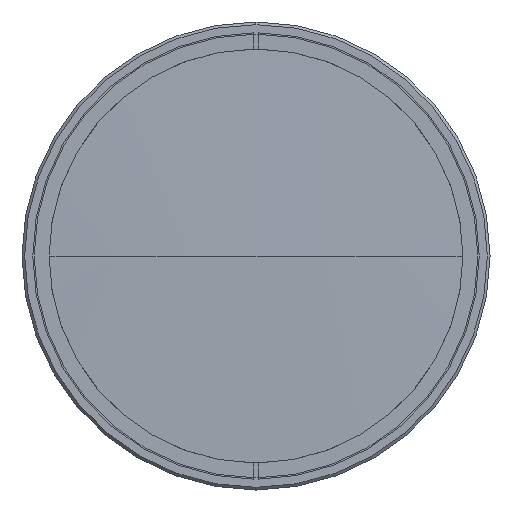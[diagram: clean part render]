
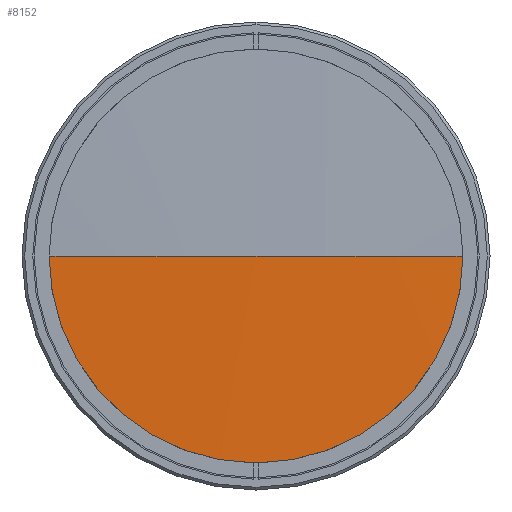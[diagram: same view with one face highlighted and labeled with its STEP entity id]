
A CAD part, left-side view. The second image highlights one B-rep face of the part: STEP entity #8152.
In plain terms, the highlighted spherical face has radius 2148.64 mm.
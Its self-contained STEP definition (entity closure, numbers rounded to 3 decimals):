
#460 = FACE_OUTER_BOUND ( 'NONE', #2224, .T. ) ;
#491 = CIRCLE ( 'NONE', #11235, 2148.64 ) ;
#557 = CARTESIAN_POINT ( 'NONE',  ( 1.39, 0., 0. ) ) ;
#1213 = VERTEX_POINT ( 'NONE', #10287 ) ;
#1323 = ORIENTED_EDGE ( 'NONE', *, *, #6521, .F. ) ;
#1846 = ORIENTED_EDGE ( 'NONE', *, *, #2025, .T. ) ;
#2025 = EDGE_CURVE ( 'NONE', #11777, #11465, #491, .T. ) ;
#2224 = EDGE_LOOP ( 'NONE', ( #12823, #5914, #1846, #1323 ) ) ;
#2411 = DIRECTION ( 'NONE',  ( -1., 0., 0. ) ) ;
#2966 = SPHERICAL_SURFACE ( 'NONE', #10989, 2148.64 ) ;
#3567 = EDGE_CURVE ( 'NONE', #1213, #11777, #4256, .T. ) ;
#4256 = CIRCLE ( 'NONE', #5486, 77.288 ) ;
#4519 = VERTEX_POINT ( 'NONE', #9781 ) ;
#4979 = DIRECTION ( 'NONE',  ( 0., 0., -1. ) ) ;
#5142 = DIRECTION ( 'NONE',  ( 0., 0., -1. ) ) ;
#5232 = DIRECTION ( 'NONE',  ( -1., 0., 0. ) ) ;
#5481 = CIRCLE ( 'NONE', #14060, 2148.64 ) ;
#5486 = AXIS2_PLACEMENT_3D ( 'NONE', #557, #5232, #11091 ) ;
#5914 = ORIENTED_EDGE ( 'NONE', *, *, #3567, .T. ) ;
#5936 = DIRECTION ( 'NONE',  ( 0., 0., 1. ) ) ;
#6521 = EDGE_CURVE ( 'NONE', #4519, #11465, #5481, .T. ) ;
#6926 = DIRECTION ( 'NONE',  ( 1., 0., 0. ) ) ;
#7646 = CARTESIAN_POINT ( 'NONE',  ( 2148.64, 0., 0. ) ) ;
#7974 = AXIS2_PLACEMENT_3D ( 'NONE', #12899, #2411, #5936 ) ;
#8152 = ADVANCED_FACE ( 'NONE', ( #460 ), #2966, .T. ) ;
#8696 = CARTESIAN_POINT ( 'NONE',  ( 2148.64, 0., 0. ) ) ;
#9781 = CARTESIAN_POINT ( 'NONE',  ( 1.39, 77.288, 0. ) ) ;
#9799 = DIRECTION ( 'NONE',  ( 0., 1., 0. ) ) ;
#10162 = CIRCLE ( 'NONE', #7974, 77.288 ) ;
#10287 = CARTESIAN_POINT ( 'NONE',  ( 1.39, 0., -77.288 ) ) ;
#10295 = CARTESIAN_POINT ( 'NONE',  ( 1.39, -77.288, 0. ) ) ;
#10543 = EDGE_CURVE ( 'NONE', #4519, #1213, #10162, .T. ) ;
#10547 = CARTESIAN_POINT ( 'NONE',  ( 2148.64, 0., 0. ) ) ;
#10698 = CARTESIAN_POINT ( 'NONE',  ( 0., 0., 0. ) ) ;
#10989 = AXIS2_PLACEMENT_3D ( 'NONE', #7646, #5142, #9799 ) ;
#11091 = DIRECTION ( 'NONE',  ( 0., 0., 1. ) ) ;
#11235 = AXIS2_PLACEMENT_3D ( 'NONE', #10547, #4979, #13236 ) ;
#11465 = VERTEX_POINT ( 'NONE', #10698 ) ;
#11777 = VERTEX_POINT ( 'NONE', #10295 ) ;
#12823 = ORIENTED_EDGE ( 'NONE', *, *, #10543, .T. ) ;
#12899 = CARTESIAN_POINT ( 'NONE',  ( 1.39, 0., 0. ) ) ;
#13236 = DIRECTION ( 'NONE',  ( 0., 1., 0. ) ) ;
#13359 = DIRECTION ( 'NONE',  ( 0., 0., 1. ) ) ;
#14060 = AXIS2_PLACEMENT_3D ( 'NONE', #8696, #13359, #6926 ) ;
